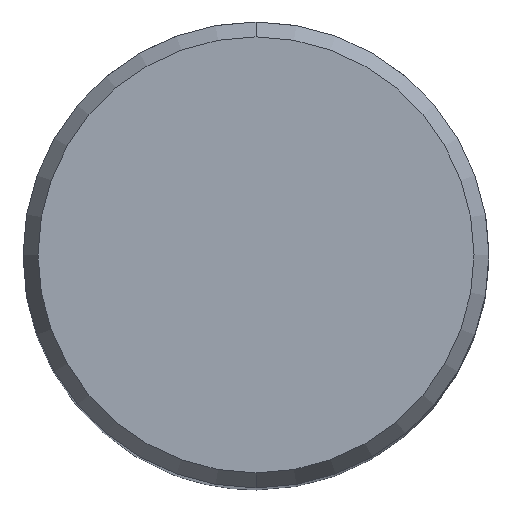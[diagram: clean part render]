
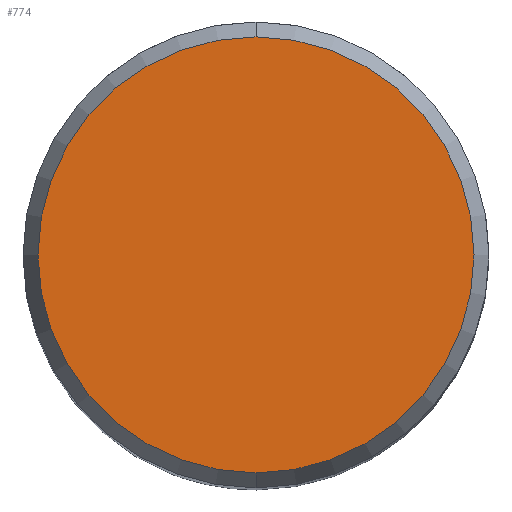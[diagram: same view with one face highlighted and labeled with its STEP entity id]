
A CAD part, top view. The second image highlights one B-rep face of the part: STEP entity #774.
In plain terms, the highlighted planar face has unit normal (0, 0, 1).
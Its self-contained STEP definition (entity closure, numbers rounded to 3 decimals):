
#600=VERTEX_POINT('',#1544);
#626=EDGE_CURVE('',#780,#600,#1573,.T.);
#750=EDGE_CURVE('',#600,#780,#1710,.T.);
#774=ADVANCED_FACE('',(#1737),#1738,.T.);
#780=VERTEX_POINT('',#1744);
#1544=CARTESIAN_POINT('',(0.,-8.423,0.0));
#1573=CIRCLE('',#3521,8.423);
#1710=CIRCLE('',#5342,8.423);
#1737=FACE_OUTER_BOUND('',#5496,.T.);
#1738=PLANE('',#5497);
#1744=CARTESIAN_POINT('',(0.0,8.423,0.0));
#3521=AXIS2_PLACEMENT_3D('',#10605,#10606,#10607);
#5342=AXIS2_PLACEMENT_3D('',#10758,#10759,#10760);
#5496=EDGE_LOOP('',(#10812,#10813));
#5497=AXIS2_PLACEMENT_3D('',#10814,#10815,#10816);
#10605=CARTESIAN_POINT('',(0.0,0.0,0.0));
#10606=DIRECTION('',(0.0,0.0,-1.0));
#10607=DIRECTION('',(0.0,1.0,0.0));
#10758=CARTESIAN_POINT('',(0.0,0.0,0.0));
#10759=DIRECTION('',(0.0,0.0,-1.0));
#10760=DIRECTION('',(0.0,1.0,0.0));
#10812=ORIENTED_EDGE('',*,*,#626,.F.);
#10813=ORIENTED_EDGE('',*,*,#750,.F.);
#10814=CARTESIAN_POINT('',(0.0,4.211,0.0));
#10815=DIRECTION('',(-0.0,0.0,1.0));
#10816=DIRECTION('',(0.0,-1.0,0.0));
